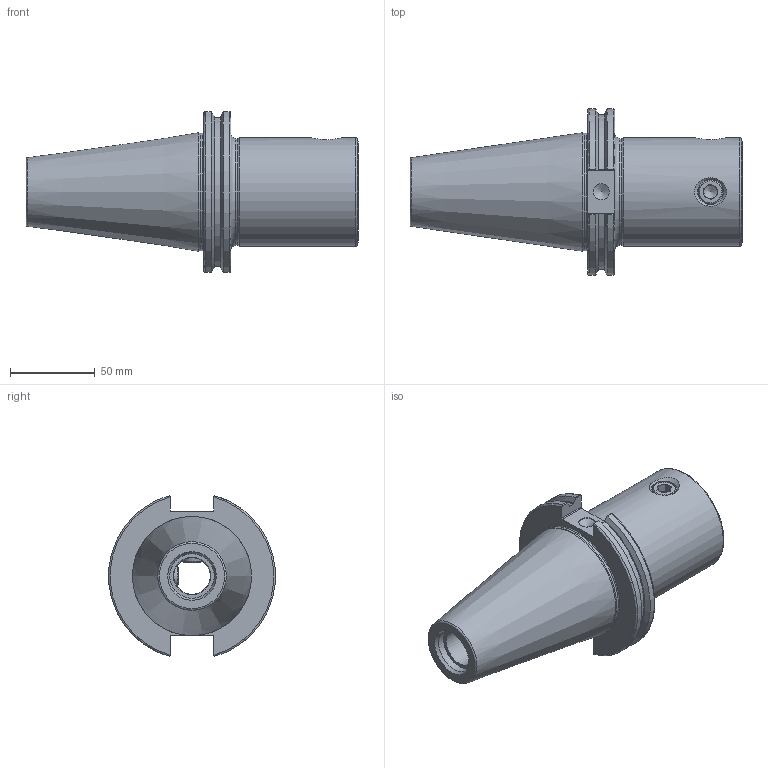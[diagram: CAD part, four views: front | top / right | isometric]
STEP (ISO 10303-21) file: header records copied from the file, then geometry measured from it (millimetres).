
FILE_DESCRIPTION(/* description */ (''),/* implementation_level */ '2;1');
FILE_NAME(/* name */ 'CAT50-S36-94.stp',/* time_stamp */ '2022-07-29T16:18:04+09:00',/* author */ ('eos'),/* organization */ (''),/* preprocessor_version */ 'ST-DEVELOPER v18.1',/* originating_system */ 'Autodesk Inventor 2022',/* authorisation */ '');
FILE_SCHEMA (('AUTOMOTIVE_DESIGN { 1 0 10303 214 3 1 1 }'));
Products named in the file (3): CAT50-S36-94; CAT50; M10x1.0x16.5L
Assembly tree (3 placements, depth 2):
  CAT50-S36-94
    CAT50
    M10x1.0x16.5L  x2
Bounding box: 195.6 x 98.06 x 94.69 mm (x, y, z)
Volume: 507327.8 mm3; surface area: 69295.1 mm2
Topology: 3 solids, 3 shells, 114 faces, 274 edges, 173 vertices
Faces by surface type: plane 59, cylinder 22, cone 21, torus 12
Full cylindrical faces by diameter (mm): 8 x2, 8.5 x1, 9.525 x1, 14.376 x2, 16 x2, 21.5 x1, 21.971 x1, 26.2 x1, 36 x1, 37.2 x1, 63 x1, 64 x1, 69.25 x1
Entity records: 3042 total; most frequent: CARTESIAN_POINT 736, DIRECTION 464, ORIENTED_EDGE 452, EDGE_CURVE 226, AXIS2_PLACEMENT_3D 178, VERTEX_POINT 146, EDGE_LOOP 110, LINE 108
